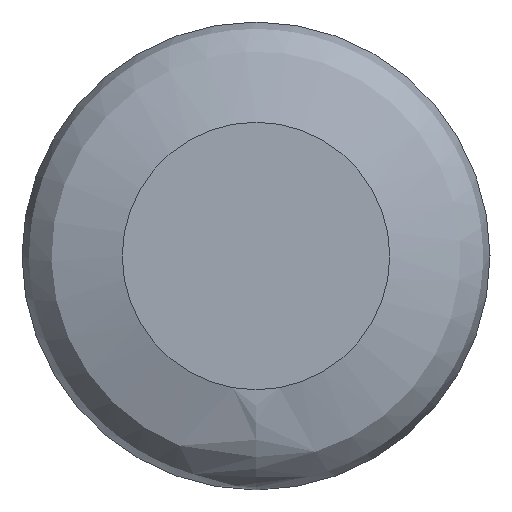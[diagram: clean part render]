
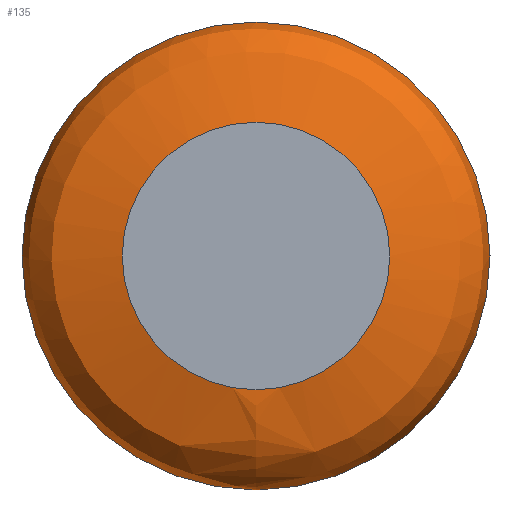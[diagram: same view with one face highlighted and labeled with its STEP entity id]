
A CAD part, left-side view. The second image highlights one B-rep face of the part: STEP entity #135.
In plain terms, the highlighted free-form (B-spline) face has degree [3, 2] with [34, 3] control points.
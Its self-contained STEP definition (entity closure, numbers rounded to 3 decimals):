
#135=ADVANCED_FACE('',(#464,#466),#468,.F.);
#464=FACE_OUTER_BOUND('',#465,.T.);
#465=EDGE_LOOP('',(#744));
#466=FACE_OUTER_BOUND('',#467,.T.);
#467=EDGE_LOOP('',(#745));
#468=(BOUNDED_SURFACE()B_SPLINE_SURFACE(3,2,(
(#469,#470,#471),
(#472,#473,#474),
(#475,#476,#477),
(#478,#479,#480),
(#481,#482,#483),
(#484,#485,#486),
(#487,#488,#489),
(#490,#491,#492),
(#493,#494,#495),
(#496,#497,#498),
(#499,#500,#501),
(#502,#503,#504),
(#505,#506,#507),
(#508,#509,#510),
(#511,#512,#513),
(#514,#515,#516),
(#517,#518,#519),
(#520,#521,#522),
(#523,#524,#525),
(#526,#527,#528),
(#529,#530,#531),
(#532,#533,#534),
(#535,#536,#537),
(#538,#539,#540),
(#541,#542,#543),
(#544,#545,#546),
(#547,#548,#549),
(#550,#551,#552),
(#553,#554,#555),
(#556,#557,#558),
(#559,#560,#561),
(#562,#563,#564),
(#565,#566,#567),
(#568,#569,#570)),
.UNSPECIFIED.,.T.,.F.,.F.)B_SPLINE_SURFACE_WITH_KNOTS((4,1,1,1,1,1,1,1,1,1,1,1,1,
1,1,1,1,1,1,1,1,1,1,1,1,1,1,1,1,1,1,4),
(3,3),
(0.,0.385,0.578,0.771,0.965,1.158,
1.351,1.544,1.738,1.931,2.124,
2.318,2.511,2.704,2.898,3.091,
3.284,3.478,3.671,3.864,4.057,
4.251,4.444,4.637,4.831,5.024,
5.217,5.411,5.604,5.797,5.99,
6.283),
(0.,1.),
.UNSPECIFIED.)GEOMETRIC_REPRESENTATION_ITEM()RATIONAL_B_SPLINE_SURFACE((
(1.,0.707,1.),
(1.,0.707,1.),
(1.,0.707,1.),
(1.,0.707,1.),
(1.,0.707,1.),
(1.,0.707,1.),
(1.,0.707,1.),
(1.,0.707,1.),
(1.,0.707,1.),
(1.,0.707,1.),
(1.,0.707,1.),
(1.,0.707,1.),
(1.,0.707,1.),
(1.,0.707,1.),
(1.,0.707,1.),
(1.,0.707,1.),
(1.,0.707,1.),
(1.,0.707,1.),
(1.,0.707,1.),
(1.,0.707,1.),
(1.,0.707,1.),
(1.,0.707,1.),
(1.,0.707,1.),
(1.,0.707,1.),
(1.,0.707,1.),
(1.,0.707,1.),
(1.,0.707,1.),
(1.,0.707,1.),
(1.,0.707,1.),
(1.,0.707,1.),
(1.,0.707,1.),
(1.,0.707,1.),
(1.,0.707,1.),
(1.,0.707,1.)))REPRESENTATION_ITEM('')SURFACE());
#469=CARTESIAN_POINT('',(0.057,0.,0.));
#470=CARTESIAN_POINT('',(-0.1,0.,0.));
#471=CARTESIAN_POINT('',(-0.1,0.,0.236));
#472=CARTESIAN_POINT('',(0.057,0.071,0.));
#473=CARTESIAN_POINT('',(-0.1,0.071,0.));
#474=CARTESIAN_POINT('',(-0.1,0.04,0.236));
#475=CARTESIAN_POINT('',(0.057,0.177,0.021));
#476=CARTESIAN_POINT('',(-0.1,0.176,0.021));
#477=CARTESIAN_POINT('',(-0.1,0.101,0.248));
#478=CARTESIAN_POINT('',(0.057,0.302,0.087));
#479=CARTESIAN_POINT('',(-0.1,0.302,0.086));
#480=CARTESIAN_POINT('',(-0.1,0.173,0.285));
#481=CARTESIAN_POINT('',(0.057,0.386,0.153));
#482=CARTESIAN_POINT('',(-0.1,0.386,0.153));
#483=CARTESIAN_POINT('',(-0.1,0.22,0.323));
#484=CARTESIAN_POINT('',(0.057,0.455,0.235));
#485=CARTESIAN_POINT('',(-0.1,0.455,0.235));
#486=CARTESIAN_POINT('',(-0.1,0.26,0.37));
#487=CARTESIAN_POINT('',(0.057,0.507,0.328));
#488=CARTESIAN_POINT('',(-0.1,0.507,0.328));
#489=CARTESIAN_POINT('',(-0.1,0.29,0.423));
#490=CARTESIAN_POINT('',(0.057,0.54,0.429));
#491=CARTESIAN_POINT('',(-0.1,0.54,0.429));
#492=CARTESIAN_POINT('',(-0.1,0.309,0.481));
#493=CARTESIAN_POINT('',(0.057,0.553,0.535));
#494=CARTESIAN_POINT('',(-0.1,0.553,0.535));
#495=CARTESIAN_POINT('',(-0.1,0.316,0.542));
#496=CARTESIAN_POINT('',(0.057,0.546,0.642));
#497=CARTESIAN_POINT('',(-0.1,0.546,0.642));
#498=CARTESIAN_POINT('',(-0.1,0.312,0.603));
#499=CARTESIAN_POINT('',(0.057,0.518,0.745));
#500=CARTESIAN_POINT('',(-0.1,0.518,0.745));
#501=CARTESIAN_POINT('',(-0.1,0.296,0.661));
#502=CARTESIAN_POINT('',(0.057,0.471,0.841));
#503=CARTESIAN_POINT('',(-0.1,0.471,0.841));
#504=CARTESIAN_POINT('',(-0.1,0.269,0.716));
#505=CARTESIAN_POINT('',(0.057,0.406,0.926));
#506=CARTESIAN_POINT('',(-0.1,0.406,0.926));
#507=CARTESIAN_POINT('',(-0.1,0.232,0.765));
#508=CARTESIAN_POINT('',(0.057,0.326,0.997));
#509=CARTESIAN_POINT('',(-0.1,0.326,0.997));
#510=CARTESIAN_POINT('',(-0.1,0.186,0.805));
#511=CARTESIAN_POINT('',(0.057,0.234,1.051));
#512=CARTESIAN_POINT('',(-0.1,0.234,1.051));
#513=CARTESIAN_POINT('',(-0.1,0.134,0.836));
#514=CARTESIAN_POINT('',(0.057,0.134,1.087));
#515=CARTESIAN_POINT('',(-0.1,0.134,1.087));
#516=CARTESIAN_POINT('',(-0.1,0.076,0.857));
#517=CARTESIAN_POINT('',(0.057,0.028,1.103));
#518=CARTESIAN_POINT('',(-0.1,0.028,1.103));
#519=CARTESIAN_POINT('',(-0.1,0.016,0.866));
#520=CARTESIAN_POINT('',(0.057,-0.079,1.098));
#521=CARTESIAN_POINT('',(-0.1,-0.079,1.098));
#522=CARTESIAN_POINT('',(-0.1,-0.045,0.863));
#523=CARTESIAN_POINT('',(0.057,-0.182,1.072));
#524=CARTESIAN_POINT('',(-0.1,-0.182,1.072));
#525=CARTESIAN_POINT('',(-0.1,-0.104,0.849));
#526=CARTESIAN_POINT('',(0.057,-0.279,1.028));
#527=CARTESIAN_POINT('',(-0.1,-0.279,1.028));
#528=CARTESIAN_POINT('',(-0.1,-0.16,0.823));
#529=CARTESIAN_POINT('',(0.057,-0.366,0.965));
#530=CARTESIAN_POINT('',(-0.1,-0.366,0.965));
#531=CARTESIAN_POINT('',(-0.1,-0.209,0.787));
#532=CARTESIAN_POINT('',(0.057,-0.439,0.887));
#533=CARTESIAN_POINT('',(-0.1,-0.439,0.887));
#534=CARTESIAN_POINT('',(-0.1,-0.251,0.743));
#535=CARTESIAN_POINT('',(0.057,-0.496,0.796));
#536=CARTESIAN_POINT('',(-0.1,-0.496,0.796));
#537=CARTESIAN_POINT('',(-0.1,-0.283,0.691));
#538=CARTESIAN_POINT('',(0.057,-0.534,0.697));
#539=CARTESIAN_POINT('',(-0.1,-0.534,0.697));
#540=CARTESIAN_POINT('',(-0.1,-0.305,0.634));
#541=CARTESIAN_POINT('',(0.057,-0.552,0.591));
#542=CARTESIAN_POINT('',(-0.1,-0.552,0.591));
#543=CARTESIAN_POINT('',(-0.1,-0.315,0.574));
#544=CARTESIAN_POINT('',(0.057,-0.55,0.485));
#545=CARTESIAN_POINT('',(-0.1,-0.55,0.485));
#546=CARTESIAN_POINT('',(-0.1,-0.314,0.513));
#547=CARTESIAN_POINT('',(0.057,-0.527,0.38));
#548=CARTESIAN_POINT('',(-0.1,-0.527,0.38));
#549=CARTESIAN_POINT('',(-0.1,-0.301,0.453));
#550=CARTESIAN_POINT('',(0.057,-0.484,0.282));
#551=CARTESIAN_POINT('',(-0.1,-0.484,0.282));
#552=CARTESIAN_POINT('',(-0.1,-0.277,0.397));
#553=CARTESIAN_POINT('',(0.057,-0.424,0.194));
#554=CARTESIAN_POINT('',(-0.1,-0.424,0.194));
#555=CARTESIAN_POINT('',(-0.1,-0.242,0.347));
#556=CARTESIAN_POINT('',(0.057,-0.348,0.119));
#557=CARTESIAN_POINT('',(-0.1,-0.348,0.119));
#558=CARTESIAN_POINT('',(-0.1,-0.199,0.304));
#559=CARTESIAN_POINT('',(0.057,-0.26,0.062));
#560=CARTESIAN_POINT('',(-0.1,-0.259,0.061));
#561=CARTESIAN_POINT('',(-0.1,-0.149,0.271));
#562=CARTESIAN_POINT('',(0.057,-0.145,0.014));
#563=CARTESIAN_POINT('',(-0.1,-0.143,0.013));
#564=CARTESIAN_POINT('',(-0.1,-0.083,0.244));
#565=CARTESIAN_POINT('',(0.057,-0.054,0.));
#566=CARTESIAN_POINT('',(-0.1,-0.054,0.));
#567=CARTESIAN_POINT('',(-0.1,-0.031,0.236));
#568=CARTESIAN_POINT('',(0.057,0.,0.));
#569=CARTESIAN_POINT('',(-0.1,0.,0.));
#570=CARTESIAN_POINT('',(-0.1,0.,0.236));
#744=ORIENTED_EDGE('',*,*,#791,.F.);
#745=ORIENTED_EDGE('',*,*,#792,.T.);
#791=EDGE_CURVE('',#825,#825,#826,.T.);
#792=EDGE_CURVE('',#827,#827,#828,.T.);
#825=VERTEX_POINT('',#905);
#826=CIRCLE('',#906,0.55);
#827=VERTEX_POINT('',#910);
#828=CIRCLE('',#911,0.314);
#905=CARTESIAN_POINT('',(0.057,0.,0.));
#906=AXIS2_PLACEMENT_3D('',#907,#908,#909);
#907=CARTESIAN_POINT('',(0.057,0.,0.55));
#908=DIRECTION('',(1.,0.,0.));
#909=DIRECTION('',(0.,0.,-1.));
#910=CARTESIAN_POINT('',(-0.1,0.,0.236));
#911=AXIS2_PLACEMENT_3D('',#912,#913,#914);
#912=CARTESIAN_POINT('',(-0.1,0.,0.55));
#913=DIRECTION('',(1.,0.,0.));
#914=DIRECTION('',(0.,0.,-1.));
